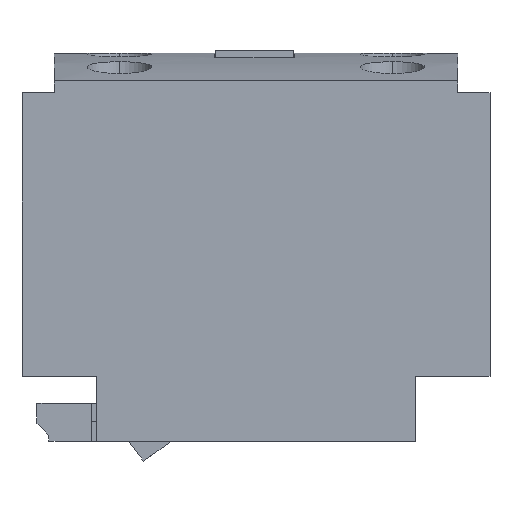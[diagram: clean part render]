
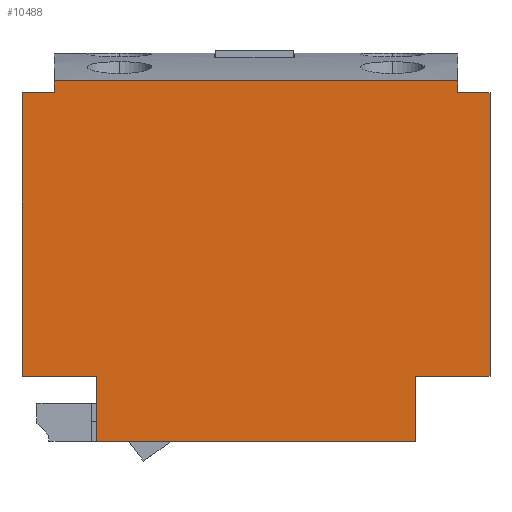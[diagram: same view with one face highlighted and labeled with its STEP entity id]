
A CAD part, left-side view. The second image highlights one B-rep face of the part: STEP entity #10488.
In plain terms, the highlighted planar face has unit normal (-1, 0, 0).
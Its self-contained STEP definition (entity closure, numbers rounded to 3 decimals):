
#1=DIRECTION('',(0.,-1.,0.));
#2=VECTOR('',#1,3.25);
#3=CARTESIAN_POINT('',(0.,47.,0.));
#4=LINE('',#3,#2);
#5=DIRECTION('',(0.,1.,0.));
#6=VECTOR('',#5,40.5);
#7=CARTESIAN_POINT('',(0.,3.25,1.2));
#8=LINE('',#7,#6);
#9=DIRECTION('',(0.,-1.,0.));
#10=VECTOR('',#9,3.25);
#11=CARTESIAN_POINT('',(0.,3.25,0.));
#12=LINE('',#11,#10);
#13=DIRECTION('',(0.,0.,-1.));
#14=VECTOR('',#13,28.5);
#15=CARTESIAN_POINT('',(0.,0.,0.));
#16=LINE('',#15,#14);
#17=DIRECTION('',(0.,1.,0.));
#18=VECTOR('',#17,7.5);
#19=CARTESIAN_POINT('',(0.,0.,-28.5));
#20=LINE('',#19,#18);
#21=DIRECTION('',(0.,0.,-1.));
#22=VECTOR('',#21,6.5);
#23=CARTESIAN_POINT('',(0.,7.5,-28.5));
#24=LINE('',#23,#22);
#25=DIRECTION('',(0.,1.,0.));
#26=VECTOR('',#25,32.);
#27=CARTESIAN_POINT('',(0.,7.5,-35.));
#28=LINE('',#27,#26);
#29=DIRECTION('',(0.,0.,1.));
#30=VECTOR('',#29,6.5);
#31=CARTESIAN_POINT('',(0.,39.5,-35.));
#32=LINE('',#31,#30);
#33=DIRECTION('',(0.,1.,0.));
#34=VECTOR('',#33,7.5);
#35=CARTESIAN_POINT('',(0.,39.5,-28.5));
#36=LINE('',#35,#34);
#37=DIRECTION('',(0.,0.,1.));
#38=VECTOR('',#37,28.5);
#39=CARTESIAN_POINT('',(0.,47.,-28.5));
#40=LINE('',#39,#38);
#90=DIRECTION('',(0.,0.,1.));
#91=VECTOR('',#90,1.2);
#92=CARTESIAN_POINT('',(0.,43.75,0.));
#93=LINE('',#92,#91);
#1078=DIRECTION('',(0.,0.,1.));
#1079=VECTOR('',#1078,1.2);
#1080=CARTESIAN_POINT('',(0.,3.25,0.));
#1081=LINE('',#1080,#1079);
#8445=CARTESIAN_POINT('',(0.,0.,0.));
#8446=CARTESIAN_POINT('',(0.,0.,-28.5));
#8447=VERTEX_POINT('',#8445);
#8448=VERTEX_POINT('',#8446);
#8449=CARTESIAN_POINT('',(0.,7.5,-28.5));
#8450=VERTEX_POINT('',#8449);
#8451=CARTESIAN_POINT('',(0.,7.5,-35.));
#8452=VERTEX_POINT('',#8451);
#8453=CARTESIAN_POINT('',(0.,39.5,-35.));
#8454=VERTEX_POINT('',#8453);
#8455=CARTESIAN_POINT('',(0.,39.5,-28.5));
#8456=VERTEX_POINT('',#8455);
#8457=CARTESIAN_POINT('',(0.,47.,-28.5));
#8458=VERTEX_POINT('',#8457);
#8459=CARTESIAN_POINT('',(0.,47.,0.));
#8460=VERTEX_POINT('',#8459);
#8801=CARTESIAN_POINT('',(0.,3.25,1.2));
#8803=VERTEX_POINT('',#8801);
#8805=CARTESIAN_POINT('',(0.,43.75,1.2));
#8807=VERTEX_POINT('',#8805);
#8841=CARTESIAN_POINT('',(0.,3.25,0.));
#8843=VERTEX_POINT('',#8841);
#8861=CARTESIAN_POINT('',(0.,43.75,0.));
#8863=VERTEX_POINT('',#8861);
#10457=CARTESIAN_POINT('',(0.,23.5,-17.5));
#10458=DIRECTION('',(1.,0.,0.));
#10459=DIRECTION('',(0.,0.,-1.));
#10460=AXIS2_PLACEMENT_3D('',#10457,#10458,#10459);
#10461=PLANE('',#10460);
#10463=ORIENTED_EDGE('',*,*,#10462,.T.);
#10465=ORIENTED_EDGE('',*,*,#10464,.T.);
#10467=ORIENTED_EDGE('',*,*,#10466,.F.);
#10469=ORIENTED_EDGE('',*,*,#10468,.F.);
#10471=ORIENTED_EDGE('',*,*,#10470,.T.);
#10473=ORIENTED_EDGE('',*,*,#10472,.T.);
#10475=ORIENTED_EDGE('',*,*,#10474,.T.);
#10477=ORIENTED_EDGE('',*,*,#10476,.T.);
#10479=ORIENTED_EDGE('',*,*,#10478,.T.);
#10481=ORIENTED_EDGE('',*,*,#10480,.T.);
#10483=ORIENTED_EDGE('',*,*,#10482,.T.);
#10485=ORIENTED_EDGE('',*,*,#10484,.T.);
#10486=EDGE_LOOP('',(#10463,#10465,#10467,#10469,#10471,#10473,#10475,#10477,
#10479,#10481,#10483,#10485));
#10487=FACE_OUTER_BOUND('',#10486,.F.);
#10488=ADVANCED_FACE('',(#10487),#10461,.F.);
#10462=EDGE_CURVE('',#8460,#8863,#4,.T.);
#10464=EDGE_CURVE('',#8863,#8807,#93,.T.);
#10466=EDGE_CURVE('',#8803,#8807,#8,.T.);
#10468=EDGE_CURVE('',#8843,#8803,#1081,.T.);
#10470=EDGE_CURVE('',#8843,#8447,#12,.T.);
#10472=EDGE_CURVE('',#8447,#8448,#16,.T.);
#10474=EDGE_CURVE('',#8448,#8450,#20,.T.);
#10476=EDGE_CURVE('',#8450,#8452,#24,.T.);
#10478=EDGE_CURVE('',#8452,#8454,#28,.T.);
#10480=EDGE_CURVE('',#8454,#8456,#32,.T.);
#10482=EDGE_CURVE('',#8456,#8458,#36,.T.);
#10484=EDGE_CURVE('',#8458,#8460,#40,.T.);
